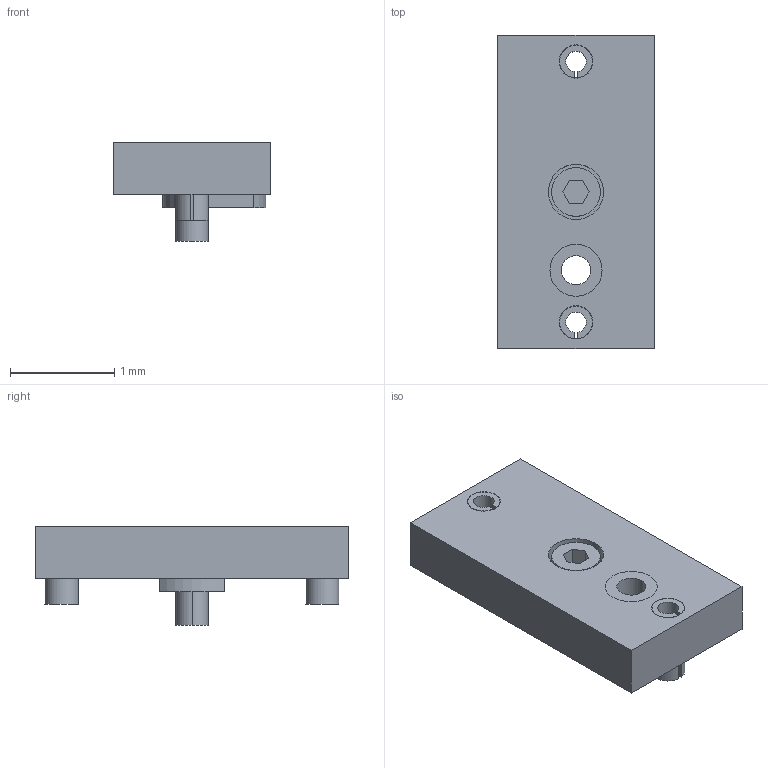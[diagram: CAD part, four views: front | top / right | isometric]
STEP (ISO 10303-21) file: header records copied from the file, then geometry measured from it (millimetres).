
FILE_DESCRIPTION((''),'2;1');
FILE_NAME('15AC7500.stp','2015-07-16T10:25:33',(''),(''),'Mechanical Desktop 2011','Mechanical Desktop 2011',', , ');
FILE_SCHEMA(('CONFIG_CONTROL_DESIGN'));
Length unit declared in the file: millimetre
Products named in the file (1): Product
Bounding box: 1.5 x 3 x 0.94 mm (x, y, z)
Volume: 2.3 mm3; surface area: 22.5 mm2
Topology: 7 solids, 7 shells, 61 faces, 132 edges, 86 vertices
Faces by surface type: plane 33, cylinder 28
Entity records: 1783 total; most frequent: DIRECTION 312, CARTESIAN_POINT 280, ORIENTED_EDGE 264, EDGE_CURVE 132, AXIS2_PLACEMENT_3D 118, VERTEX_POINT 86, VECTOR 76, LINE 76
